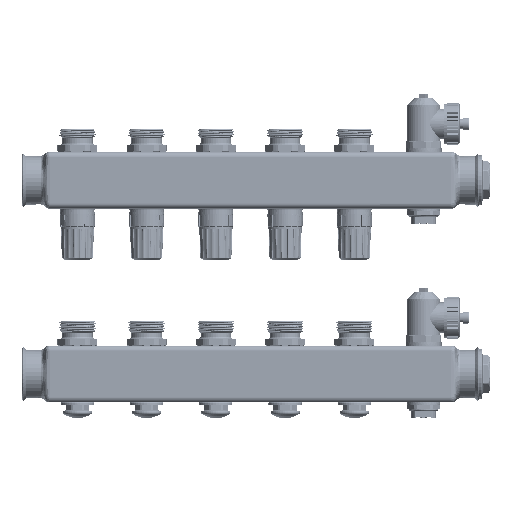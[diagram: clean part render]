
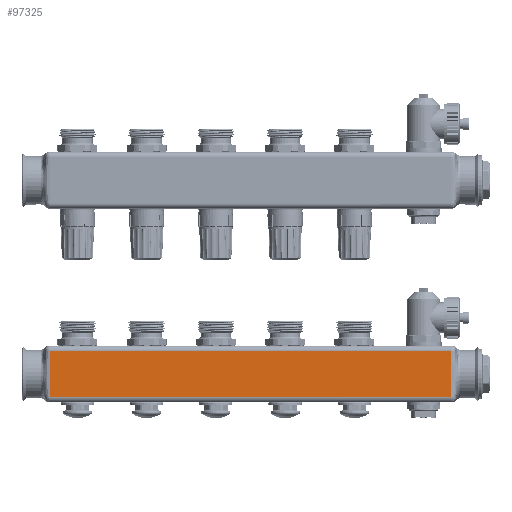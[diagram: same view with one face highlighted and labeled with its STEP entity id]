
A CAD part, front view. The second image highlights one B-rep face of the part: STEP entity #97325.
In plain terms, the highlighted planar face has unit normal (0, -1, 0).
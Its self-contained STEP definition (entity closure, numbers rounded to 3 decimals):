
#93458=CARTESIAN_POINT('',(19.869,-20.,
-16.5));
#93466=CARTESIAN_POINT('',(310.131,-20.,16.5));
#93467=CARTESIAN_POINT('',(310.131,-20.,16.5));
#93468=CARTESIAN_POINT('',(310.152,-20.,
16.01));
#93469=CARTESIAN_POINT('',(310.196,-20.,
15.057));
#93470=CARTESIAN_POINT('',(310.268,-20.,
13.668));
#93471=CARTESIAN_POINT('',(310.341,-20.,
12.369));
#93472=CARTESIAN_POINT('',(310.413,-20.,
11.177));
#93473=CARTESIAN_POINT('',(310.48,-20.,
10.093));
#93474=CARTESIAN_POINT('',(310.541,-20.,
9.086));
#93475=CARTESIAN_POINT('',(310.598,-20.,8.106));
#93476=CARTESIAN_POINT('',(310.65,-20.,7.126));
#93477=CARTESIAN_POINT('',(310.696,-20.,6.144));
#93478=CARTESIAN_POINT('',(310.734,-20.,5.162));
#93479=CARTESIAN_POINT('',(310.767,-20.,4.159));
#93480=CARTESIAN_POINT('',(310.793,-20.,3.095));
#93481=CARTESIAN_POINT('',(310.812,-20.,1.923));
#93482=CARTESIAN_POINT('',(310.823,-20.,0.66));
#93483=CARTESIAN_POINT('',(310.823,-20.,-0.611));
#93484=CARTESIAN_POINT('',(310.813,-20.,-1.801));
#93485=CARTESIAN_POINT('',(310.796,-20.,-2.886));
#93486=CARTESIAN_POINT('',(310.773,-20.,-3.902));
#93487=CARTESIAN_POINT('',(310.744,-20.,-4.891));
#93488=CARTESIAN_POINT('',(310.707,-20.,-5.876));
#93489=CARTESIAN_POINT('',(310.663,-20.,-6.858));
#93490=CARTESIAN_POINT('',(310.613,-20.,-7.832));
#93491=CARTESIAN_POINT('',(310.557,-20.,-8.817));
#93492=CARTESIAN_POINT('',(310.495,-20.,-9.852));
#93493=CARTESIAN_POINT('',(310.426,-20.,-10.973));
#93494=CARTESIAN_POINT('',(310.352,-20.,-12.195));
#93495=CARTESIAN_POINT('',(310.276,-20.,-13.522));
#93496=CARTESIAN_POINT('',(310.2,-20.,-14.967));
#93497=CARTESIAN_POINT('',(310.154,-20.,-15.974));
#93498=CARTESIAN_POINT('',(310.131,-20.,-16.5));
#93500=CARTESIAN_POINT('',(19.869,-20.,-16.5));
#93501=CARTESIAN_POINT('',(19.869,-20.,-16.5));
#93502=CARTESIAN_POINT('',(19.847,-20.,
-16.));
#93503=CARTESIAN_POINT('',(19.803,-20.,
-15.032));
#93504=CARTESIAN_POINT('',(19.73,-20.,
-13.63));
#93505=CARTESIAN_POINT('',(19.656,-20.,
-12.33));
#93506=CARTESIAN_POINT('',(19.585,-20.,
-11.142));
#93507=CARTESIAN_POINT('',(19.518,-20.,
-10.062));
#93508=CARTESIAN_POINT('',(19.457,-20.,-9.055));
#93509=CARTESIAN_POINT('',(19.401,-20.,-8.076));
#93510=CARTESIAN_POINT('',(19.349,-20.,-7.096));
#93511=CARTESIAN_POINT('',(19.303,-20.,-6.113));
#93512=CARTESIAN_POINT('',(19.264,-20.,-5.131));
#93513=CARTESIAN_POINT('',(19.233,-20.,-4.129));
#93514=CARTESIAN_POINT('',(19.207,-20.,-3.065));
#93515=CARTESIAN_POINT('',(19.188,-20.,-1.894));
#93516=CARTESIAN_POINT('',(19.177,-20.,-0.631));
#93517=CARTESIAN_POINT('',(19.178,-20.,0.64));
#93518=CARTESIAN_POINT('',(19.187,-20.,1.832));
#93519=CARTESIAN_POINT('',(19.204,-20.,2.917));
#93520=CARTESIAN_POINT('',(19.227,-20.,3.932));
#93521=CARTESIAN_POINT('',(19.257,-20.,4.92));
#93522=CARTESIAN_POINT('',(19.294,-20.,5.904));
#93523=CARTESIAN_POINT('',(19.338,-20.,6.885));
#93524=CARTESIAN_POINT('',(19.389,-20.,7.858));
#93525=CARTESIAN_POINT('',(19.444,-20.,8.842));
#93526=CARTESIAN_POINT('',(19.507,-20.,9.877));
#93527=CARTESIAN_POINT('',(19.576,-20.,10.999));
#93528=CARTESIAN_POINT('',(19.65,-20.,12.217));
#93529=CARTESIAN_POINT('',(19.725,-20.,13.536));
#93530=CARTESIAN_POINT('',(19.8,-20.,14.974));
#93531=CARTESIAN_POINT('',(19.846,-20.,15.975));
#93532=CARTESIAN_POINT('',(19.869,-20.,16.5));
#94484=DIRECTION('',(-1.,0.,0.));
#94485=VECTOR('',#94484,290.263);
#94486=CARTESIAN_POINT('',(310.131,-20.,
16.5));
#94487=LINE('',#94486,#94485);
#94488=CARTESIAN_POINT('',(19.869,-20.,
16.5));
#95387=DIRECTION('',(1.,0.,0.));
#95388=VECTOR('',#95387,290.263);
#95389=CARTESIAN_POINT('',(19.869,-20.,
-16.5));
#95390=LINE('',#95389,#95388);
#95950=VERTEX_POINT('',#94488);
#95965=VERTEX_POINT('',#93458);
#95967=VERTEX_POINT('',#93466);
#95968=VERTEX_POINT('',#93498);
#97311=CARTESIAN_POINT('',(165.,-20.,0.));
#97312=DIRECTION('',(0.,1.,0.));
#97313=DIRECTION('',(1.,0.,0.));
#97314=AXIS2_PLACEMENT_3D('',#97311,#97312,#97313);
#97315=PLANE('',#97314);
#97317=ORIENTED_EDGE('',*,*,#97316,.T.);
#97319=ORIENTED_EDGE('',*,*,#97318,.F.);
#97320=ORIENTED_EDGE('',*,*,#97305,.T.);
#97322=ORIENTED_EDGE('',*,*,#97321,.F.);
#97323=EDGE_LOOP('',(#97317,#97319,#97320,#97322));
#97324=FACE_OUTER_BOUND('',#97323,.F.);
#97325=ADVANCED_FACE('',(#97324),#97315,.F.);
#93499=B_SPLINE_CURVE_WITH_KNOTS('',3,(#93466,#93467,#93468,#93469,#93470,
#93471,#93472,#93473,#93474,#93475,#93476,#93477,#93478,#93479,#93480,#93481,
#93482,#93483,#93484,#93485,#93486,#93487,#93488,#93489,#93490,#93491,#93492,
#93493,#93494,#93495,#93496,#93497,#93498),.UNSPECIFIED.,.F.,.F.,(4,1,1,1,1,1,1,
1,1,1,1,1,1,1,1,1,1,1,1,1,1,1,1,1,1,1,1,1,1,1,4),(0.,0.,
0.044,0.086,0.126,0.162,
0.194,0.224,0.254,0.284,
0.314,0.344,0.374,0.405,
0.44,0.48,0.52,0.556,
0.588,0.618,0.648,0.678,
0.708,0.738,0.767,0.798,
0.832,0.869,0.909,0.952,1.),
.UNSPECIFIED.);
#93533=B_SPLINE_CURVE_WITH_KNOTS('',3,(#93500,#93501,#93502,#93503,#93504,
#93505,#93506,#93507,#93508,#93509,#93510,#93511,#93512,#93513,#93514,#93515,
#93516,#93517,#93518,#93519,#93520,#93521,#93522,#93523,#93524,#93525,#93526,
#93527,#93528,#93529,#93530,#93531,#93532),.UNSPECIFIED.,.F.,.F.,(4,1,1,1,1,1,1,
1,1,1,1,1,1,1,1,1,1,1,1,1,1,1,1,1,1,1,1,1,1,1,4),(0.,0.,
0.045,0.087,0.127,0.163,
0.195,0.225,0.255,0.285,
0.315,0.344,0.374,0.406,
0.441,0.481,0.521,0.557,
0.589,0.619,0.649,0.679,
0.709,0.739,0.768,0.799,
0.833,0.87,0.91,0.953,1.),
.UNSPECIFIED.);
#97305=EDGE_CURVE('',#95965,#95950,#93533,.T.);
#97316=EDGE_CURVE('',#95967,#95968,#93499,.T.);
#97318=EDGE_CURVE('',#95965,#95968,#95390,.T.);
#97321=EDGE_CURVE('',#95967,#95950,#94487,.T.);
